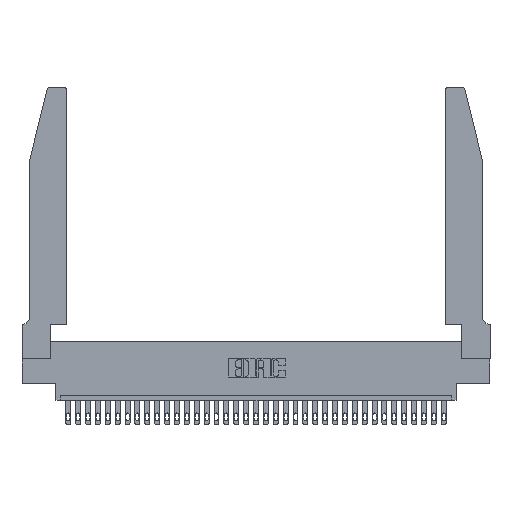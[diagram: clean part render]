
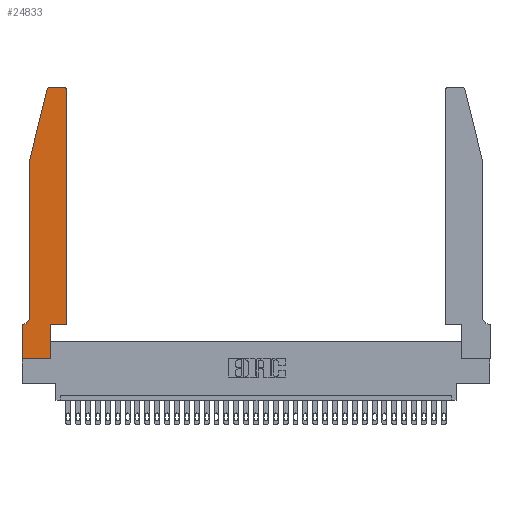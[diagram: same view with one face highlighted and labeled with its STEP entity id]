
A CAD part, top view. The second image highlights one B-rep face of the part: STEP entity #24833.
In plain terms, the highlighted planar face has unit normal (0, 0, 1).
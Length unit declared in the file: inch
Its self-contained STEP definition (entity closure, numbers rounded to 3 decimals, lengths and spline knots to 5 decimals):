
#17 = CARTESIAN_POINT ( 'NONE',  ( 0.4505, 0.35, 0.37 ) ) ;
#251 = VECTOR ( 'NONE', #18375, 39.37008 ) ;
#358 = VERTEX_POINT ( 'NONE', #34029 ) ;
#741 = CARTESIAN_POINT ( 'NONE',  ( 0., 0., 0.37 ) ) ;
#840 = CARTESIAN_POINT ( 'NONE',  ( 0.284, 2.72, 0.37 ) ) ;
#923 = ORIENTED_EDGE ( 'NONE', *, *, #19472, .T. ) ;
#1101 = ORIENTED_EDGE ( 'NONE', *, *, #20664, .T. ) ;
#2106 = VERTEX_POINT ( 'NONE', #17 ) ;
#2204 = CARTESIAN_POINT ( 'NONE',  ( 0.2865, 0.35, 0.37 ) ) ;
#2586 = CARTESIAN_POINT ( 'NONE',  ( 0.2865, 0., 0.37 ) ) ;
#3690 = DIRECTION ( 'NONE',  ( 0., 1., 0. ) ) ;
#4472 = DIRECTION ( 'NONE',  ( 0., 0., 1. ) ) ;
#5555 = VERTEX_POINT ( 'NONE', #18789 ) ;
#5996 = CARTESIAN_POINT ( 'NONE',  ( 0.2605, 2.75, 0.37 ) ) ;
#6183 = ORIENTED_EDGE ( 'NONE', *, *, #9479, .T. ) ;
#6661 = VECTOR ( 'NONE', #27191, 39.37008 ) ;
#6703 = CARTESIAN_POINT ( 'NONE',  ( 0.0755, 2., 0.37 ) ) ;
#6791 = VECTOR ( 'NONE', #11773, 39.37008 ) ;
#7012 = CARTESIAN_POINT ( 'NONE',  ( 0.284, 2.75, 0.37 ) ) ;
#7065 = LINE ( 'NONE', #11204, #6661 ) ;
#7513 = CARTESIAN_POINT ( 'NONE',  ( 0.0755, 0.35, 0.37 ) ) ;
#7583 = ORIENTED_EDGE ( 'NONE', *, *, #22943, .T. ) ;
#8647 = DIRECTION ( 'NONE',  ( 0., 0., 1. ) ) ;
#8862 = CARTESIAN_POINT ( 'NONE',  ( 0.0755, 0.42, 0.37 ) ) ;
#9395 = CARTESIAN_POINT ( 'NONE',  ( 0.2865, 0.35, 0.37 ) ) ;
#9479 = EDGE_CURVE ( 'NONE', #12561, #14167, #11354, .T. ) ;
#9828 = DIRECTION ( 'NONE',  ( 0., 1., 0. ) ) ;
#10605 = VECTOR ( 'NONE', #29882, 39.37008 ) ;
#10703 = LINE ( 'NONE', #9395, #26578 ) ;
#10704 = DIRECTION ( 'NONE',  ( 0., -1., 0. ) ) ;
#11204 = CARTESIAN_POINT ( 'NONE',  ( 0.0755, 2., 0.37 ) ) ;
#11354 = LINE ( 'NONE', #21335, #6791 ) ;
#11465 = CARTESIAN_POINT ( 'NONE',  ( 0.4205, 2.72, 0.37 ) ) ;
#11705 = DIRECTION ( 'NONE',  ( 1., 0., 0. ) ) ;
#11773 = DIRECTION ( 'NONE',  ( 0., -1., 0. ) ) ;
#11780 = CIRCLE ( 'NONE', #18635, 0.03 ) ;
#11914 = CARTESIAN_POINT ( 'NONE',  ( 0.4505, 0.35, 0.37 ) ) ;
#12166 = ORIENTED_EDGE ( 'NONE', *, *, #24121, .T. ) ;
#12284 = EDGE_LOOP ( 'NONE', ( #21167, #29947, #23290, #6183, #28988, #23901, #19681, #923, #1101, #23959, #12166, #7583 ) ) ;
#12561 = VERTEX_POINT ( 'NONE', #6703 ) ;
#12726 = CARTESIAN_POINT ( 'NONE',  ( 0.4205, 2.75, 0.37 ) ) ;
#13191 = CARTESIAN_POINT ( 'NONE',  ( 0., 0., 0.37 ) ) ;
#13213 = LINE ( 'NONE', #13191, #16937 ) ;
#13767 = VECTOR ( 'NONE', #9828, 39.37008 ) ;
#13885 = VERTEX_POINT ( 'NONE', #12726 ) ;
#14167 = VERTEX_POINT ( 'NONE', #8862 ) ;
#14459 = AXIS2_PLACEMENT_3D ( 'NONE', #840, #19469, #32587 ) ;
#15326 = EDGE_CURVE ( 'NONE', #21895, #358, #28833, .T. ) ;
#15828 = FACE_OUTER_BOUND ( 'NONE', #12284, .T. ) ;
#16858 = LINE ( 'NONE', #741, #10605 ) ;
#16937 = VECTOR ( 'NONE', #10704, 39.37008 ) ;
#17618 = EDGE_CURVE ( 'NONE', #5555, #18405, #21503, .T. ) ;
#17735 = AXIS2_PLACEMENT_3D ( 'NONE', #19078, #30338, #19306 ) ;
#17781 = CARTESIAN_POINT ( 'NONE',  ( 0., 0.35, 0.37 ) ) ;
#18375 = DIRECTION ( 'NONE',  ( -1., 0., 0. ) ) ;
#18405 = VERTEX_POINT ( 'NONE', #17781 ) ;
#18635 = AXIS2_PLACEMENT_3D ( 'NONE', #11465, #8647, #11705 ) ;
#18789 = CARTESIAN_POINT ( 'NONE',  ( 0.0055, 0.35, 0.37 ) ) ;
#19078 = CARTESIAN_POINT ( 'NONE',  ( 0.0055, 0.42, 0.37 ) ) ;
#19306 = DIRECTION ( 'NONE',  ( -1., 0., 0. ) ) ;
#19469 = DIRECTION ( 'NONE',  ( 0., 0., 1. ) ) ;
#19472 = EDGE_CURVE ( 'NONE', #27021, #33400, #16858, .T. ) ;
#19681 = ORIENTED_EDGE ( 'NONE', *, *, #21011, .T. ) ;
#20564 = CARTESIAN_POINT ( 'NONE',  ( 0., 0., 0.37 ) ) ;
#20664 = EDGE_CURVE ( 'NONE', #33400, #22366, #10703, .T. ) ;
#20745 = DIRECTION ( 'NONE',  ( 1., 0., 0. ) ) ;
#20859 = LINE ( 'NONE', #27018, #23368 ) ;
#21011 = EDGE_CURVE ( 'NONE', #18405, #27021, #13213, .T. ) ;
#21167 = ORIENTED_EDGE ( 'NONE', *, *, #23245, .T. ) ;
#21335 = CARTESIAN_POINT ( 'NONE',  ( 0.0755, 2., 0.37 ) ) ;
#21503 = LINE ( 'NONE', #7513, #251 ) ;
#21895 = VERTEX_POINT ( 'NONE', #7012 ) ;
#22022 = EDGE_CURVE ( 'NONE', #14167, #5555, #32331, .T. ) ;
#22199 = DIRECTION ( 'NONE',  ( -1., 0., 0. ) ) ;
#22366 = VERTEX_POINT ( 'NONE', #2204 ) ;
#22528 = LINE ( 'NONE', #11914, #13767 ) ;
#22943 = EDGE_CURVE ( 'NONE', #27752, #13885, #11780, .T. ) ;
#23245 = EDGE_CURVE ( 'NONE', #13885, #21895, #33942, .T. ) ;
#23290 = ORIENTED_EDGE ( 'NONE', *, *, #32439, .T. ) ;
#23368 = VECTOR ( 'NONE', #30070, 39.37008 ) ;
#23901 = ORIENTED_EDGE ( 'NONE', *, *, #17618, .T. ) ;
#23959 = ORIENTED_EDGE ( 'NONE', *, *, #24316, .T. ) ;
#24121 = EDGE_CURVE ( 'NONE', #2106, #27752, #22528, .T. ) ;
#24316 = EDGE_CURVE ( 'NONE', #22366, #2106, #20859, .T. ) ;
#24833 = ADVANCED_FACE ( 'NONE', ( #15828 ), #31317, .T. ) ;
#26578 = VECTOR ( 'NONE', #3690, 39.37008 ) ;
#27018 = CARTESIAN_POINT ( 'NONE',  ( 0.4505, 0.35, 0.37 ) ) ;
#27021 = VERTEX_POINT ( 'NONE', #20564 ) ;
#27191 = DIRECTION ( 'NONE',  ( -0.239, -0.971, 0. ) ) ;
#27752 = VERTEX_POINT ( 'NONE', #29716 ) ;
#28349 = CARTESIAN_POINT ( 'NONE',  ( 0., 0.35, 0.37 ) ) ;
#28833 = CIRCLE ( 'NONE', #14459, 0.03 ) ;
#28988 = ORIENTED_EDGE ( 'NONE', *, *, #22022, .T. ) ;
#29716 = CARTESIAN_POINT ( 'NONE',  ( 0.4505, 2.72, 0.37 ) ) ;
#29882 = DIRECTION ( 'NONE',  ( 1., 0., 0. ) ) ;
#29947 = ORIENTED_EDGE ( 'NONE', *, *, #15326, .T. ) ;
#30070 = DIRECTION ( 'NONE',  ( 1., 0., 0. ) ) ;
#30338 = DIRECTION ( 'NONE',  ( 0., 0., -1. ) ) ;
#31317 = PLANE ( 'NONE',  #31503 ) ;
#31503 = AXIS2_PLACEMENT_3D ( 'NONE', #28349, #4472, #20745 ) ;
#32331 = CIRCLE ( 'NONE', #17735, 0.07 ) ;
#32439 = EDGE_CURVE ( 'NONE', #358, #12561, #7065, .T. ) ;
#32587 = DIRECTION ( 'NONE',  ( 1., 0., 0. ) ) ;
#33104 = VECTOR ( 'NONE', #22199, 39.37008 ) ;
#33400 = VERTEX_POINT ( 'NONE', #2586 ) ;
#33942 = LINE ( 'NONE', #5996, #33104 ) ;
#34029 = CARTESIAN_POINT ( 'NONE',  ( 0.25487, 2.72718, 0.37 ) ) ;
